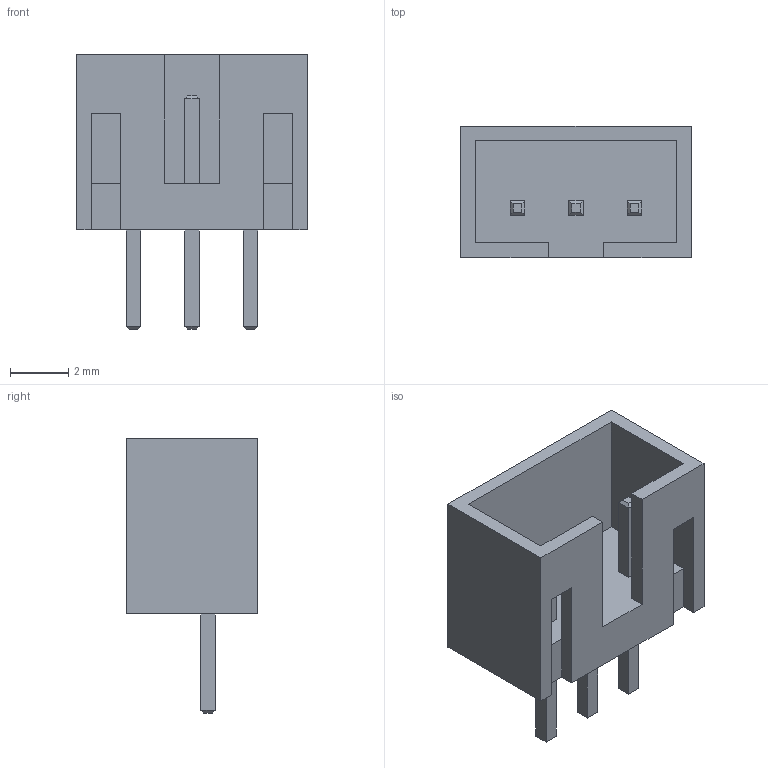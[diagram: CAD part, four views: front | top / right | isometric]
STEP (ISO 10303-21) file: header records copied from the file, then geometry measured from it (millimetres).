
FILE_DESCRIPTION( ( '' ), ' ' );
FILE_NAME( '5af13d2bd7a6fe0fe3318019.step', '2018-05-08T06:01:16', ( '' ), ( '' ), ' ', ' ', ' ' );
FILE_SCHEMA( ( 'AUTOMOTIVE_DESIGN { 1 0 10303 214 1 1 1 1 }' ) );
Length unit declared in the file: metre
Products named in the file (4): Pin 3; Pin 2; Pin 1; JST Plug
Bounding box: 7.9 x 4.5 x 9.4 mm (x, y, z)
Volume: 103.6 mm3; surface area: 354.3 mm2
Topology: 4 solids, 4 shells, 74 faces, 184 edges, 114 vertices
Faces by surface type: plane 74
Entity records: 2778 total; most frequent: CARTESIAN_POINT 376, ORIENTED_EDGE 368, DIRECTION 340, EDGE_CURVE 184, LINE 184, VECTOR 184, VERTEX_POINT 114, EDGE_LOOP 80
